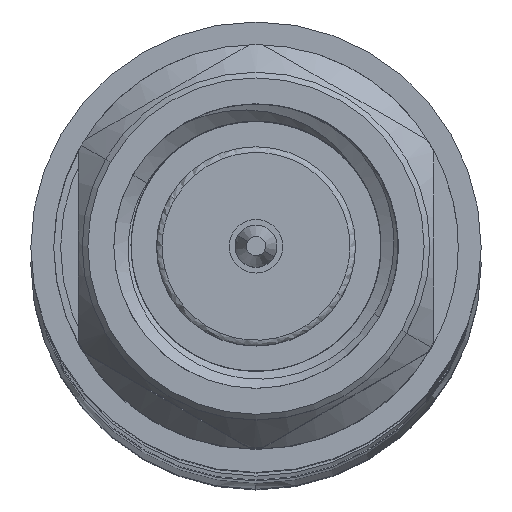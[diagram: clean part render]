
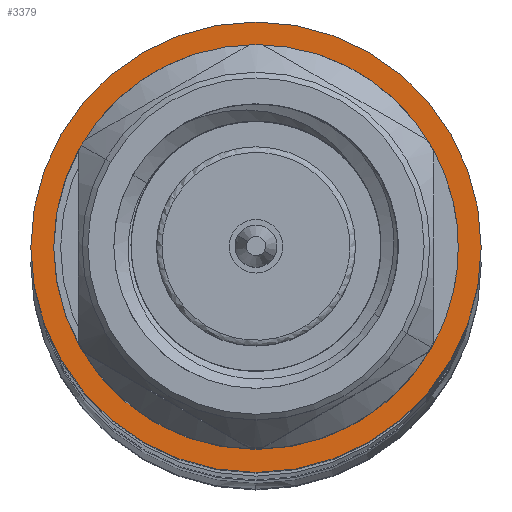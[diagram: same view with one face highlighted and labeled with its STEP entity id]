
A CAD part, top view. The second image highlights one B-rep face of the part: STEP entity #3379.
In plain terms, the highlighted planar face has unit normal (0, 0, 1).
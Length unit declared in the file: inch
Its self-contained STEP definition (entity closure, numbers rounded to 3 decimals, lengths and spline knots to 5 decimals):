
#273 = FACE_OUTER_BOUND ( 'NONE', #4239, .T. ) ;
#334 = PLANE ( 'NONE',  #2486 ) ;
#354 = DIRECTION ( 'NONE',  ( 1., 0., 0. ) ) ;
#361 = DIRECTION ( 'NONE',  ( -1., 0., 0. ) ) ;
#629 = CARTESIAN_POINT ( 'NONE',  ( -0.19793, 0., 4.4188 ) ) ;
#1070 = AXIS2_PLACEMENT_3D ( 'NONE', #1705, #2575, #5553 ) ;
#1344 = CIRCLE ( 'NONE', #1070, 0.19793 ) ;
#1705 = CARTESIAN_POINT ( 'NONE',  ( 0., 0., 4.4188 ) ) ;
#1736 = DIRECTION ( 'NONE',  ( 0., 0., -1. ) ) ;
#1974 = VERTEX_POINT ( 'NONE', #4773 ) ;
#2032 = EDGE_CURVE ( 'NONE', #5177, #1974, #1344, .T. ) ;
#2227 = AXIS2_PLACEMENT_3D ( 'NONE', #4311, #1736, #361 ) ;
#2486 = AXIS2_PLACEMENT_3D ( 'NONE', #5165, #5148, #354 ) ;
#2575 = DIRECTION ( 'NONE',  ( 0., 0., -1. ) ) ;
#3379 = ADVANCED_FACE ( 'NONE', ( #273 ), #334, .T. ) ;
#4166 = ORIENTED_EDGE ( 'NONE', *, *, #2032, .F. ) ;
#4239 = EDGE_LOOP ( 'NONE', ( #4166, #4518 ) ) ;
#4311 = CARTESIAN_POINT ( 'NONE',  ( 0., 0., 4.4188 ) ) ;
#4518 = ORIENTED_EDGE ( 'NONE', *, *, #4619, .F. ) ;
#4619 = EDGE_CURVE ( 'NONE', #1974, #5177, #5096, .T. ) ;
#4773 = CARTESIAN_POINT ( 'NONE',  ( 0.19793, 0., 4.4188 ) ) ;
#5096 = CIRCLE ( 'NONE', #2227, 0.19793 ) ;
#5148 = DIRECTION ( 'NONE',  ( 0., 0., 1. ) ) ;
#5165 = CARTESIAN_POINT ( 'NONE',  ( 0., 0., 4.4188 ) ) ;
#5177 = VERTEX_POINT ( 'NONE', #629 ) ;
#5553 = DIRECTION ( 'NONE',  ( -1., 0., 0. ) ) ;
